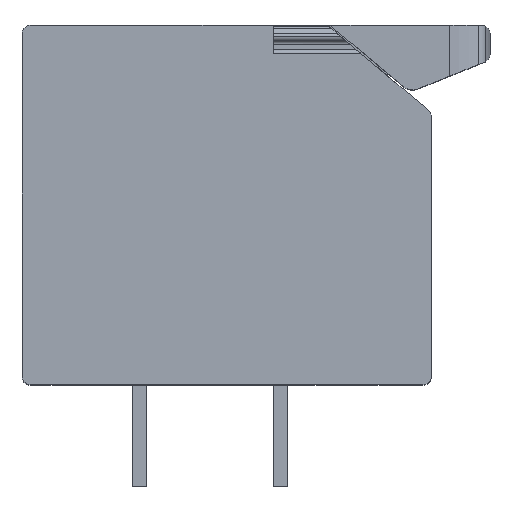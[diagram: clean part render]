
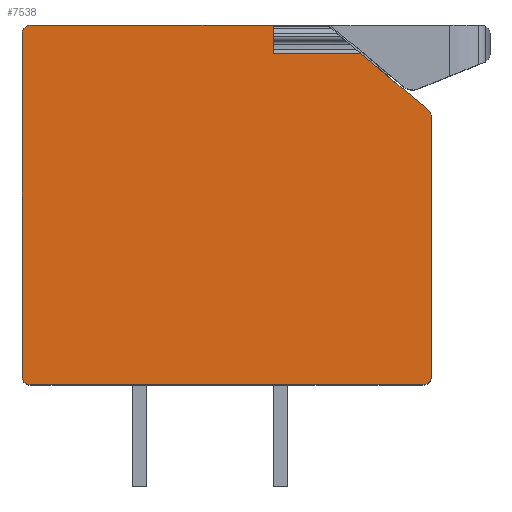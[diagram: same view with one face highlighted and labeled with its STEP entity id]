
A CAD part, top view. The second image highlights one B-rep face of the part: STEP entity #7538.
In plain terms, the highlighted planar face has unit normal (0, 0, 1).
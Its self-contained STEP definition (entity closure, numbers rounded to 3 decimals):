
#78=CIRCLE('',#7920,0.3);
#79=CIRCLE('',#7923,0.3);
#80=CIRCLE('',#7925,0.3);
#83=CIRCLE('',#7930,0.3);
#431=LINE('',#10313,#1024);
#472=LINE('',#10426,#1065);
#503=LINE('',#10537,#1096);
#507=LINE('',#10551,#1100);
#525=LINE('',#10585,#1118);
#542=LINE('',#10619,#1135);
#545=LINE('',#10631,#1138);
#554=LINE('',#10651,#1147);
#555=LINE('',#10653,#1148);
#556=LINE('',#10655,#1149);
#557=LINE('',#10656,#1150);
#1024=VECTOR('',#8539,1000.);
#1065=VECTOR('',#8622,1000.);
#1096=VECTOR('',#8705,1000.);
#1100=VECTOR('',#8715,1000.);
#1118=VECTOR('',#8735,1000.);
#1135=VECTOR('',#8758,1000.);
#1138=VECTOR('',#8773,1000.);
#1147=VECTOR('',#8790,1000.);
#1148=VECTOR('',#8791,1000.);
#1149=VECTOR('',#8792,1000.);
#1150=VECTOR('',#8793,1000.);
#1879=ORIENTED_EDGE('',*,*,#3514,.F.);
#1880=ORIENTED_EDGE('',*,*,#3515,.T.);
#1881=ORIENTED_EDGE('',*,*,#3516,.T.);
#1882=ORIENTED_EDGE('',*,*,#3454,.T.);
#1883=ORIENTED_EDGE('',*,*,#3517,.F.);
#1884=ORIENTED_EDGE('',*,*,#3399,.T.);
#1885=ORIENTED_EDGE('',*,*,#3503,.T.);
#1886=ORIENTED_EDGE('',*,*,#3513,.T.);
#1887=ORIENTED_EDGE('',*,*,#3479,.T.);
#1888=ORIENTED_EDGE('',*,*,#3481,.T.);
#1889=ORIENTED_EDGE('',*,*,#3497,.T.);
#1890=ORIENTED_EDGE('',*,*,#3498,.T.);
#1891=ORIENTED_EDGE('',*,*,#3344,.T.);
#1892=ORIENTED_EDGE('',*,*,#3499,.T.);
#1893=ORIENTED_EDGE('',*,*,#3461,.T.);
#3344=EDGE_CURVE('',#4168,#4167,#431,.T.);
#3399=EDGE_CURVE('',#4219,#4218,#472,.T.);
#3454=EDGE_CURVE('',#4273,#4272,#503,.T.);
#3461=EDGE_CURVE('',#4280,#4279,#507,.T.);
#3479=EDGE_CURVE('',#4289,#4294,#525,.T.);
#3481=EDGE_CURVE('',#4294,#4295,#78,.T.);
#3497=EDGE_CURVE('',#4295,#4308,#542,.T.);
#3498=EDGE_CURVE('',#4308,#4168,#79,.T.);
#3499=EDGE_CURVE('',#4167,#4280,#80,.T.);
#3503=EDGE_CURVE('',#4218,#4311,#545,.T.);
#3513=EDGE_CURVE('',#4311,#4289,#83,.T.);
#3514=EDGE_CURVE('',#4319,#4279,#554,.T.);
#3515=EDGE_CURVE('',#4319,#4320,#555,.T.);
#3516=EDGE_CURVE('',#4320,#4273,#556,.T.);
#3517=EDGE_CURVE('',#4219,#4272,#557,.T.);
#4167=VERTEX_POINT('',#10312);
#4168=VERTEX_POINT('',#10314);
#4218=VERTEX_POINT('',#10425);
#4219=VERTEX_POINT('',#10427);
#4272=VERTEX_POINT('',#10536);
#4273=VERTEX_POINT('',#10538);
#4279=VERTEX_POINT('',#10550);
#4280=VERTEX_POINT('',#10552);
#4289=VERTEX_POINT('',#10572);
#4294=VERTEX_POINT('',#10584);
#4295=VERTEX_POINT('',#10588);
#4308=VERTEX_POINT('',#10618);
#4311=VERTEX_POINT('',#10630);
#4319=VERTEX_POINT('',#10652);
#4320=VERTEX_POINT('',#10654);
#4655=EDGE_LOOP('',(#1879,#1880,#1881,#1882,#1883,#1884,#1885,#1886,#1887,
#1888,#1889,#1890,#1891,#1892,#1893));
#4964=FACE_BOUND('',#4655,.T.);
#5260=PLANE('',#7931);
#7538=ADVANCED_FACE('',(#4964),#5260,.T.);
#7920=AXIS2_PLACEMENT_3D('',#10589,#8739,#8740);
#7923=AXIS2_PLACEMENT_3D('',#10621,#8761,#8762);
#7925=AXIS2_PLACEMENT_3D('',#10623,#8765,#8766);
#7930=AXIS2_PLACEMENT_3D('',#10649,#8786,#8787);
#7931=AXIS2_PLACEMENT_3D('',#10650,#8788,#8789);
#8539=DIRECTION('',(0.,1.,0.));
#8622=DIRECTION('',(0.,1.,0.));
#8705=DIRECTION('',(-0.766,0.643,0.));
#8715=DIRECTION('',(-0.766,0.643,0.));
#8735=DIRECTION('',(0.,-1.,0.));
#8739=DIRECTION('',(0.,0.,1.));
#8740=DIRECTION('',(1.,0.,0.));
#8758=DIRECTION('',(1.,0.,0.));
#8761=DIRECTION('',(0.,0.,1.));
#8762=DIRECTION('',(1.,0.,0.));
#8765=DIRECTION('',(0.,0.,1.));
#8766=DIRECTION('',(1.,0.,0.));
#8773=DIRECTION('',(-1.,0.,0.));
#8786=DIRECTION('',(0.,0.,1.));
#8787=DIRECTION('',(1.,0.,0.));
#8788=DIRECTION('',(0.,0.,1.));
#8789=DIRECTION('',(1.,0.,0.));
#8790=DIRECTION('',(1.,0.,0.));
#8791=DIRECTION('',(0.,1.,0.));
#8792=DIRECTION('',(1.,0.,0.));
#8793=DIRECTION('',(1.,0.,0.));
#10312=CARTESIAN_POINT('',(5.35,9.51,7.));
#10313=CARTESIAN_POINT('',(5.35,0.3,7.));
#10314=CARTESIAN_POINT('',(5.35,0.3,7.));
#10425=CARTESIAN_POINT('',(-0.25,12.75,7.));
#10426=CARTESIAN_POINT('',(-0.25,0.3,7.));
#10427=CARTESIAN_POINT('',(-0.25,12.346,7.));
#10536=CARTESIAN_POINT('',(2.137,12.346,7.));
#10537=CARTESIAN_POINT('',(5.243,9.74,7.));
#10538=CARTESIAN_POINT('',(2.141,12.343,7.));
#10550=CARTESIAN_POINT('',(2.847,11.75,7.));
#10551=CARTESIAN_POINT('',(5.243,9.74,7.));
#10552=CARTESIAN_POINT('',(5.243,9.74,7.));
#10572=CARTESIAN_POINT('',(-9.15,12.45,7.));
#10584=CARTESIAN_POINT('',(-9.15,0.3,7.));
#10585=CARTESIAN_POINT('',(-9.15,12.45,7.));
#10588=CARTESIAN_POINT('',(-8.85,0.,7.));
#10589=CARTESIAN_POINT('',(-8.85,0.3,7.));
#10618=CARTESIAN_POINT('',(5.05,0.,7.));
#10619=CARTESIAN_POINT('',(-8.85,0.,7.));
#10621=CARTESIAN_POINT('',(5.05,0.3,7.));
#10623=CARTESIAN_POINT('',(5.05,9.51,7.));
#10630=CARTESIAN_POINT('',(-8.85,12.75,7.));
#10631=CARTESIAN_POINT('',(1.656,12.75,7.));
#10649=CARTESIAN_POINT('',(-8.85,12.45,7.));
#10650=CARTESIAN_POINT('',(-8.85,0.3,7.));
#10651=CARTESIAN_POINT('',(-8.85,11.75,7.));
#10652=CARTESIAN_POINT('',(-0.25,11.75,7.));
#10653=CARTESIAN_POINT('',(-0.25,0.3,7.));
#10654=CARTESIAN_POINT('',(-0.25,12.343,7.));
#10655=CARTESIAN_POINT('',(-0.25,12.343,7.));
#10656=CARTESIAN_POINT('',(-0.25,12.346,7.));
